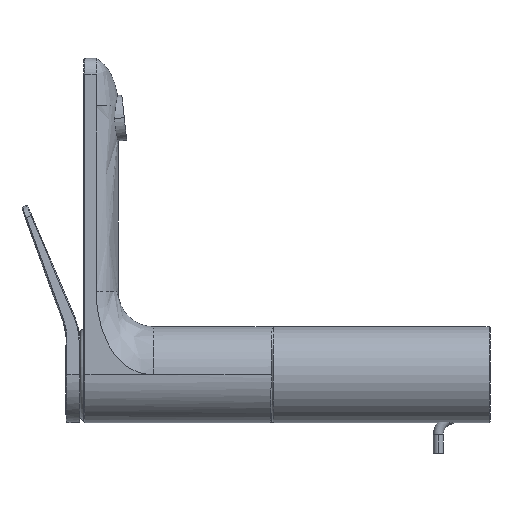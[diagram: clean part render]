
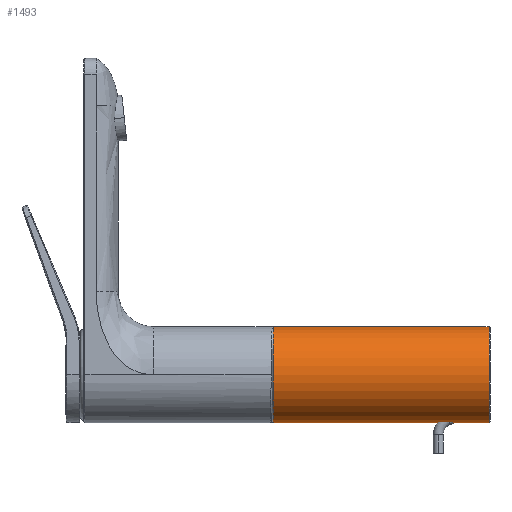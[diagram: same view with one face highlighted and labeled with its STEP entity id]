
A CAD part, left-side view. The second image highlights one B-rep face of the part: STEP entity #1493.
In plain terms, the highlighted cylindrical face has radius 24.25 mm (diameter 48.5 mm), a partial arc.
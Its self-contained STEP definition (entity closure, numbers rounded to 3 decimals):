
#241 = CARTESIAN_POINT ( 'NONE',  ( 110., 0., 24.25 ) ) ;
#274 = ORIENTED_EDGE ( 'NONE', *, *, #5509, .T. ) ;
#354 = AXIS2_PLACEMENT_3D ( 'NONE', #9021, #4726, #481 ) ;
#481 = DIRECTION ( 'NONE',  ( 0., 0., -1. ) ) ;
#710 = AXIS2_PLACEMENT_3D ( 'NONE', #5890, #7369, #7338 ) ;
#1258 = CIRCLE ( 'NONE', #354, 24.25 ) ;
#1387 = ORIENTED_EDGE ( 'NONE', *, *, #3492, .T. ) ;
#1493 = ADVANCED_FACE ( 'NONE', ( #5371 ), #1603, .T. ) ;
#1523 = EDGE_CURVE ( 'NONE', #8430, #1837, #7515, .T. ) ;
#1603 = CYLINDRICAL_SURFACE ( 'NONE', #710, 24.25 ) ;
#1837 = VERTEX_POINT ( 'NONE', #5951 ) ;
#2569 = VERTEX_POINT ( 'NONE', #6786 ) ;
#2594 = DIRECTION ( 'NONE',  ( -1., 0., 0. ) ) ;
#2813 = EDGE_CURVE ( 'NONE', #4939, #1837, #1258, .T. ) ;
#3025 = AXIS2_PLACEMENT_3D ( 'NONE', #6888, #2594, #7596 ) ;
#3179 = VECTOR ( 'NONE', #4890, 1000. ) ;
#3492 = EDGE_CURVE ( 'NONE', #8430, #2569, #9179, .T. ) ;
#3641 = CARTESIAN_POINT ( 'NONE',  ( 109.5, 0., 24.25 ) ) ;
#3701 = VECTOR ( 'NONE', #4488, 1000. ) ;
#4488 = DIRECTION ( 'NONE',  ( -1., 0., 0. ) ) ;
#4588 = CARTESIAN_POINT ( 'NONE',  ( 0.5, 0., -24.25 ) ) ;
#4726 = DIRECTION ( 'NONE',  ( 1., 0., 0. ) ) ;
#4890 = DIRECTION ( 'NONE',  ( -1., 0., 0. ) ) ;
#4925 = ORIENTED_EDGE ( 'NONE', *, *, #2813, .T. ) ;
#4939 = VERTEX_POINT ( 'NONE', #4588 ) ;
#5371 = FACE_OUTER_BOUND ( 'NONE', #7310, .T. ) ;
#5509 = EDGE_CURVE ( 'NONE', #2569, #4939, #8434, .T. ) ;
#5890 = CARTESIAN_POINT ( 'NONE',  ( 110., 0., 0. ) ) ;
#5951 = CARTESIAN_POINT ( 'NONE',  ( 0.5, 0., 24.25 ) ) ;
#6786 = CARTESIAN_POINT ( 'NONE',  ( 109.5, 0., -24.25 ) ) ;
#6888 = CARTESIAN_POINT ( 'NONE',  ( 109.5, 0., 0. ) ) ;
#6934 = ORIENTED_EDGE ( 'NONE', *, *, #1523, .F. ) ;
#7310 = EDGE_LOOP ( 'NONE', ( #1387, #274, #4925, #6934 ) ) ;
#7338 = DIRECTION ( 'NONE',  ( 0., 0., 1. ) ) ;
#7369 = DIRECTION ( 'NONE',  ( -1., 0., 0. ) ) ;
#7515 = LINE ( 'NONE', #241, #3701 ) ;
#7596 = DIRECTION ( 'NONE',  ( 0., 0., -1. ) ) ;
#8430 = VERTEX_POINT ( 'NONE', #3641 ) ;
#8434 = LINE ( 'NONE', #9192, #3179 ) ;
#9021 = CARTESIAN_POINT ( 'NONE',  ( 0.5, 0., 0. ) ) ;
#9179 = CIRCLE ( 'NONE', #3025, 24.25 ) ;
#9192 = CARTESIAN_POINT ( 'NONE',  ( 110., 0., -24.25 ) ) ;
